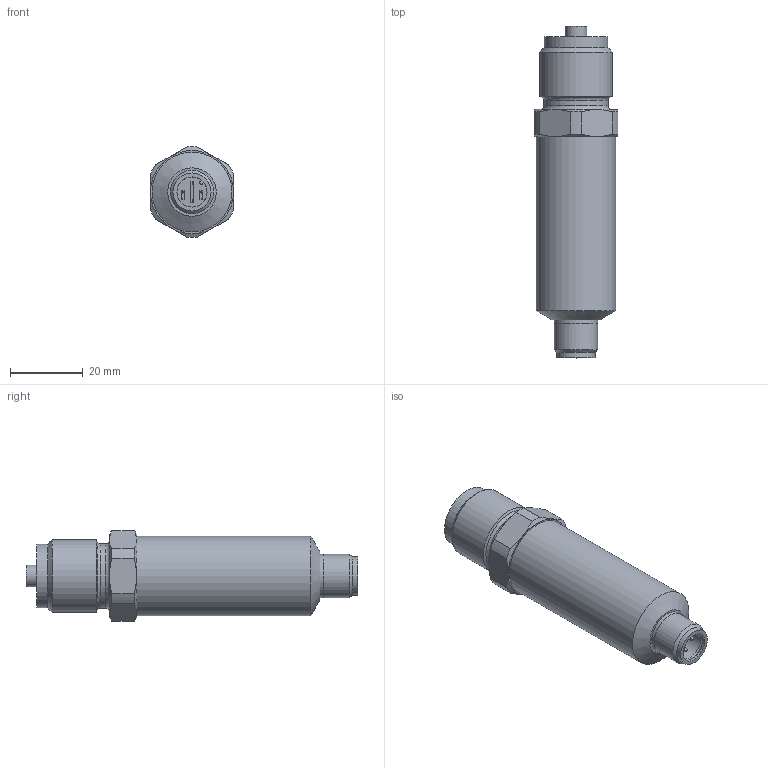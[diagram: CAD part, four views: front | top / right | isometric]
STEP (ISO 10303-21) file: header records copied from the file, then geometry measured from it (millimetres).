
FILE_DESCRIPTION( ( 'Unknown' ), '1' );
FILE_NAME( 'PBMx_xxxxxxxx1407xxx.stp', 'Unknown', ( 'Unknown' ), ( 'Unknown' ), 'PSStep 14.0', 'Unknown', ' ' );
FILE_SCHEMA( ( 'AUTOMOTIVE_DESIGN { 1 0 10303 214 1 1 1 1 }' ) );
Length unit declared in the file: millimetre
Products named in the file (1): 142551
Bounding box: 23 x 91.5 x 24.99 mm (x, y, z)
Volume: 28581.5 mm3; surface area: 7572.1 mm2
Topology: 1 solids, 1 shells, 126 faces, 325 edges, 214 vertices
Faces by surface type: plane 76, cylinder 39, cone 9, torus 2
Full cylindrical faces by diameter (mm): 4 x1, 6 x1, 8.3 x1, 9.4 x1, 9.45 x1, 9.5 x1, 10.5 x1, 12 x2, 17.5 x1, 17.7 x1, 20 x1, 22 x1
Entity records: 4770 total; most frequent: CARTESIAN_POINT 756, DIRECTION 628, ORIENTED_EDGE 584, EDGE_CURVE 292, AXIS2_PLACEMENT_3D 221, VERTEX_POINT 205, LINE 186, VECTOR 186
